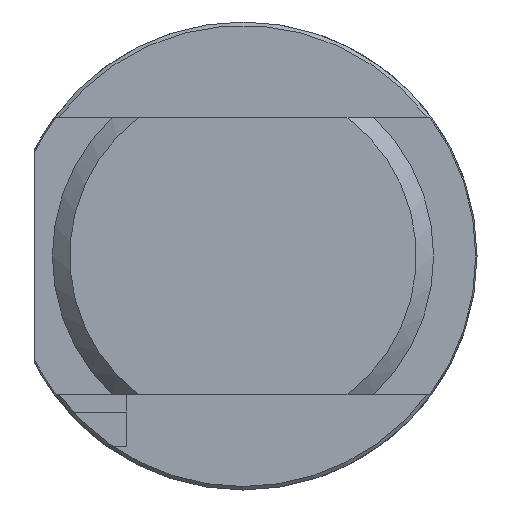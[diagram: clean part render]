
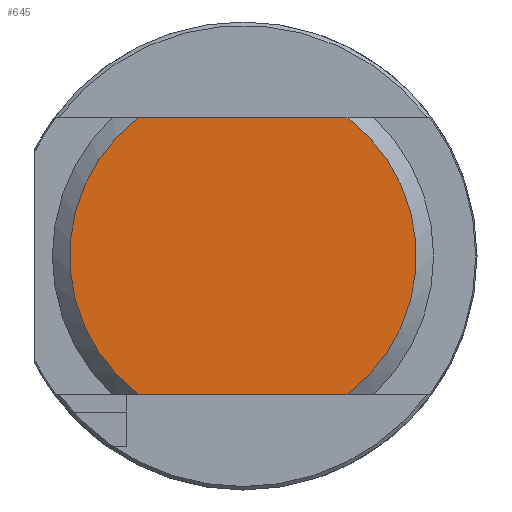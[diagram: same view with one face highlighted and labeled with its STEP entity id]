
A CAD part, left-side view. The second image highlights one B-rep face of the part: STEP entity #645.
In plain terms, the highlighted planar face has unit normal (-1, 0, 0).
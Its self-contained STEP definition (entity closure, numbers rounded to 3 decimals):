
#80 = VERTEX_POINT ( 'NONE', #294 ) ;
#85 = VERTEX_POINT ( 'NONE', #305 ) ;
#100 = VERTEX_POINT ( 'NONE', #320 ) ;
#121 = VERTEX_POINT ( 'NONE', #341 ) ;
#294 = CARTESIAN_POINT ( 'NONE',  ( 0., 6., 8. ) ) ;
#305 = CARTESIAN_POINT ( 'NONE',  ( 0., 6., -8. ) ) ;
#320 = CARTESIAN_POINT ( 'NONE',  ( 0., -6., 8. ) ) ;
#341 = CARTESIAN_POINT ( 'NONE',  ( 0., -6., -8. ) ) ;
#645 = ADVANCED_FACE ( 'NONE', ( #1622 ), #3589, .F. ) ;
#711 = AXIS2_PLACEMENT_3D ( 'NONE', #3971, #3972, #3973 ) ;
#717 = AXIS2_PLACEMENT_3D ( 'NONE', #4006, #4016, #4017 ) ;
#1057 = EDGE_LOOP ( 'NONE', ( #2521, #2520, #2519, #2518 ) ) ;
#1622 = FACE_OUTER_BOUND ( 'NONE', #1057, .T. ) ;
#2518 = ORIENTED_EDGE ( 'NONE', *, *, #2702, .F. ) ;
#2519 = ORIENTED_EDGE ( 'NONE', *, *, #2688, .T. ) ;
#2520 = ORIENTED_EDGE ( 'NONE', *, *, #2700, .F. ) ;
#2521 = ORIENTED_EDGE ( 'NONE', *, *, #2701, .T. ) ;
#2688 = EDGE_CURVE ( 'NONE', #121, #100, #4532, .T. ) ;
#2700 = EDGE_CURVE ( 'NONE', #121, #85, #4540, .T. ) ;
#2701 = EDGE_CURVE ( 'NONE', #80, #85, #4545, .T. ) ;
#2702 = EDGE_CURVE ( 'NONE', #80, #100, #4539, .T. ) ;
#3098 = AXIS2_PLACEMENT_3D ( 'NONE', #3588, #3591, #3592 ) ;
#3588 = CARTESIAN_POINT ( 'NONE',  ( 0., 0., 0. ) ) ;
#3589 = PLANE ( 'NONE',  #3098 ) ;
#3591 = DIRECTION ( 'NONE',  ( 1., 0., 0. ) ) ;
#3592 = DIRECTION ( 'NONE',  ( 0., 0., -1. ) ) ;
#3971 = CARTESIAN_POINT ( 'NONE',  ( 0., 0., 0. ) ) ;
#3972 = DIRECTION ( 'NONE',  ( -1., 0., 0. ) ) ;
#3973 = DIRECTION ( 'NONE',  ( 0., 0., -1. ) ) ;
#4006 = CARTESIAN_POINT ( 'NONE',  ( 0., 0., 0. ) ) ;
#4013 = CARTESIAN_POINT ( 'NONE',  ( 0., 12.75, -8. ) ) ;
#4014 = DIRECTION ( 'NONE',  ( 0., 1., 0. ) ) ;
#4016 = DIRECTION ( 'NONE',  ( -1., 0., 0. ) ) ;
#4017 = DIRECTION ( 'NONE',  ( 0., 0., -1. ) ) ;
#4018 = CARTESIAN_POINT ( 'NONE',  ( 0., 12.75, 8. ) ) ;
#4019 = DIRECTION ( 'NONE',  ( 0., -1., 0. ) ) ;
#4532 = CIRCLE ( 'NONE', #711, 10. ) ;
#4534 = VECTOR ( 'NONE', #4014, 1000. ) ;
#4539 = LINE ( 'NONE', #4018, #4541 ) ;
#4540 = LINE ( 'NONE', #4013, #4534 ) ;
#4541 = VECTOR ( 'NONE', #4019, 1000. ) ;
#4545 = CIRCLE ( 'NONE', #717, 10. ) ;
